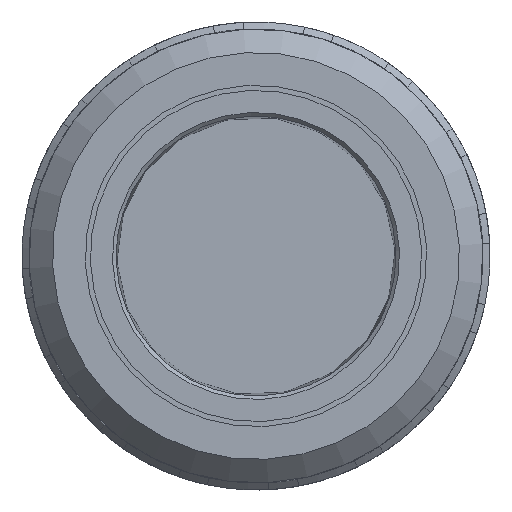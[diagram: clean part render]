
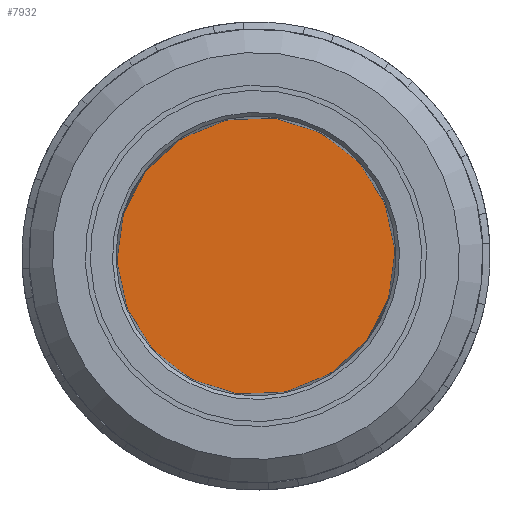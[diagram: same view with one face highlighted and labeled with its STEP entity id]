
A CAD part, front view. The second image highlights one B-rep face of the part: STEP entity #7932.
In plain terms, the highlighted planar face has unit normal (0, -1, 0).
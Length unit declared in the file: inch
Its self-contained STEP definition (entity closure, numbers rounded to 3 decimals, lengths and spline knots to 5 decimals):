
#7916=CARTESIAN_POINT('',(-0.57091,-0.194,0.90763));
#7917=DIRECTION('',(0.0,-1.0,0.0));
#7918=DIRECTION('',(-0.846,0.0,-0.532));
#7919=AXIS2_PLACEMENT_3D('',#7916,#7917,#7918);
#7920=PLANE('',#7919);
#7921=CARTESIAN_POINT('',(-0.63067,-0.194,1.00264));
#7922=VERTEX_POINT('',#7921);
#7923=CARTESIAN_POINT('',(0.,-0.194,0.));
#7924=DIRECTION('',(0.,-1.,0.));
#7925=DIRECTION('',(-0.532,0.,0.846));
#7926=AXIS2_PLACEMENT_3D('',#7923,#7924,#7925);
#7927=CIRCLE('',#7926,1.1845);
#7928=EDGE_CURVE('',#7922,#7922,#7927,.T.);
#7929=ORIENTED_EDGE('',*,*,#7928,.T.);
#7930=EDGE_LOOP('',(#7929));
#7931=FACE_OUTER_BOUND('',#7930,.T.);
#7932=ADVANCED_FACE('',(#7931),#7920,.T.);
